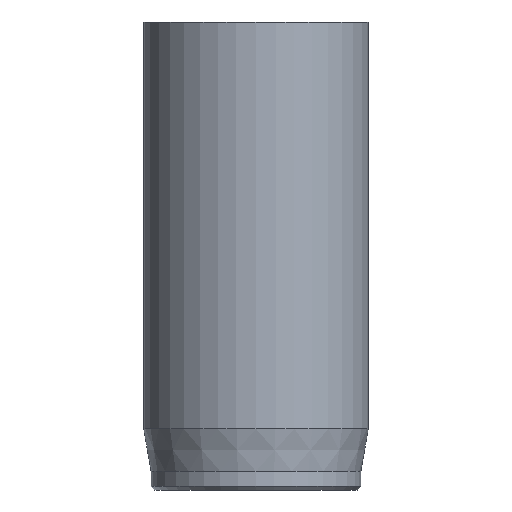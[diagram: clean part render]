
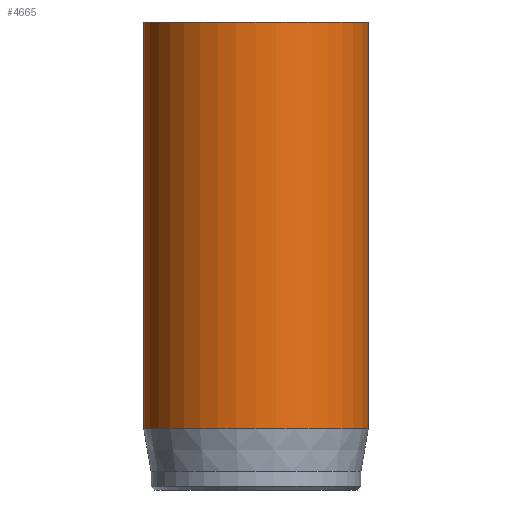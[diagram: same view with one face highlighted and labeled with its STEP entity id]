
A CAD part, front view. The second image highlights one B-rep face of the part: STEP entity #4665.
In plain terms, the highlighted cylindrical face has radius 6 mm (diameter 12 mm), a full revolution.
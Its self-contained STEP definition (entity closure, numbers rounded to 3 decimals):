
#32=CYLINDRICAL_SURFACE('',#4841,6.);
#47=CIRCLE('',#4811,6.);
#63=CIRCLE('',#4839,6.);
#64=CIRCLE('',#4840,6.);
#422=FACE_OUTER_BOUND('',#700,.T.);
#700=EDGE_LOOP('',(#4167,#4168,#4169,#4170,#4171));
#1038=LINE('',#8866,#1384);
#1384=VECTOR('',#5400,6.);
#2139=VERTEX_POINT('',#8808);
#2155=VERTEX_POINT('',#8860);
#2156=VERTEX_POINT('',#8861);
#2807=EDGE_CURVE('',#2139,#2139,#47,.T.);
#2831=EDGE_CURVE('',#2155,#2156,#63,.T.);
#2832=EDGE_CURVE('',#2156,#2155,#64,.T.);
#2834=EDGE_CURVE('',#2139,#2155,#1038,.T.);
#4167=ORIENTED_EDGE('',*,*,#2807,.T.);
#4168=ORIENTED_EDGE('',*,*,#2834,.T.);
#4169=ORIENTED_EDGE('',*,*,#2831,.T.);
#4170=ORIENTED_EDGE('',*,*,#2832,.T.);
#4171=ORIENTED_EDGE('',*,*,#2834,.F.);
#4665=ADVANCED_FACE('',(#422),#32,.T.);
#4811=AXIS2_PLACEMENT_3D('',#8809,#5329,#5330);
#4839=AXIS2_PLACEMENT_3D('',#8862,#5393,#5394);
#4840=AXIS2_PLACEMENT_3D('',#8863,#5395,#5396);
#4841=AXIS2_PLACEMENT_3D('',#8865,#5398,#5399);
#5329=DIRECTION('center_axis',(0.,0.,-1.));
#5330=DIRECTION('ref_axis',(-1.,0.,0.));
#5393=DIRECTION('center_axis',(0.,0.,1.));
#5394=DIRECTION('ref_axis',(-1.,0.,0.));
#5395=DIRECTION('center_axis',(0.,0.,1.));
#5396=DIRECTION('ref_axis',(-1.,0.,0.));
#5398=DIRECTION('center_axis',(0.,0.,1.));
#5399=DIRECTION('ref_axis',(-1.,0.,0.));
#5400=DIRECTION('',(0.,0.,-1.));
#8808=CARTESIAN_POINT('',(6.,0.,25.));
#8809=CARTESIAN_POINT('Origin',(0.,0.,25.));
#8860=CARTESIAN_POINT('',(6.,0.,3.269));
#8861=CARTESIAN_POINT('',(-6.,0.,3.269));
#8862=CARTESIAN_POINT('Origin',(0.,0.,3.269));
#8863=CARTESIAN_POINT('Origin',(0.,0.,3.269));
#8865=CARTESIAN_POINT('Origin',(0.,0.,0.));
#8866=CARTESIAN_POINT('',(6.,0.,0.));
